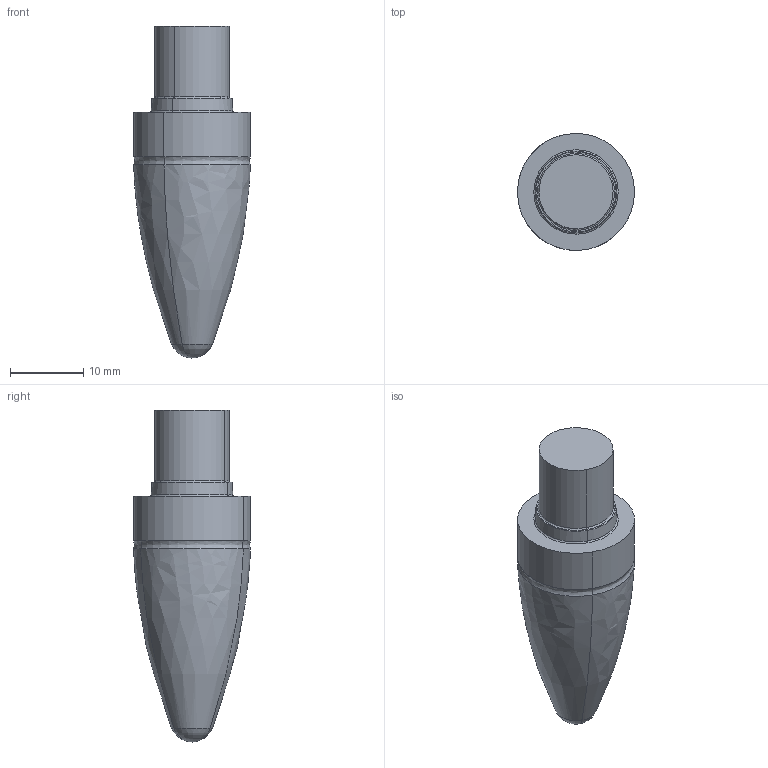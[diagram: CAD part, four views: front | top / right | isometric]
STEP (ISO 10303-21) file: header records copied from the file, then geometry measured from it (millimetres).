
FILE_DESCRIPTION(('CATIA V5 STEP','CAx-IF Rec.Pracs.--- Model Styling and Organization---1.2---2011-12-15'),'2;1');
FILE_NAME('3414400.stp','2023-11-13T13:54:06+00:00',('none'),('none'),'CATIA Version 5 Release 21 SP 5 (IN-10)','CATIA V5 STEP AP214','none');
FILE_SCHEMA(('AUTOMOTIVE_DESIGN { 1 0 10303 214 1 1 1 1 }'));
Length unit declared in the file: millimetre
Products named in the file (1): MM EOB16R3.0R75A26-6T10
Bounding box: 15.95 x 15.95 x 45.25 mm (x, y, z)
Volume: 5458.4 mm3; surface area: 2323.5 mm2
Topology: 2 solids, 2 shells, 24 faces, 51 edges, 32 vertices
Faces by surface type: revolution 13, plane 5, cylinder 4, cone 2
Entity records: 859 total; most frequent: CARTESIAN_POINT 356, ORIENTED_EDGE 88, DIRECTION 67, EDGE_CURVE 44, AXIS2_PLACEMENT_3D 37, B_SPLINE_CURVE_WITH_KNOTS 29, EDGE_LOOP 26, VERTEX_POINT 26
